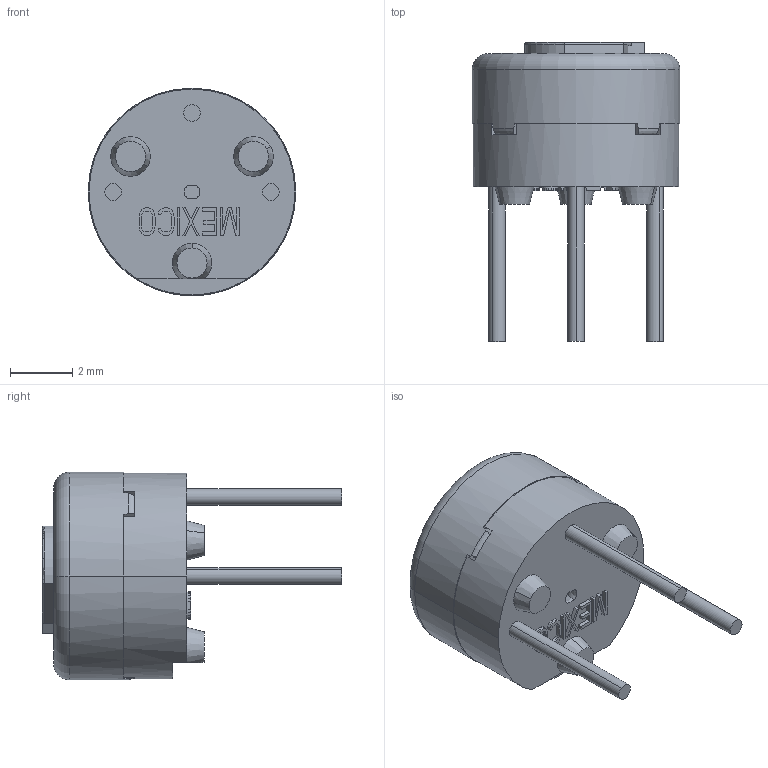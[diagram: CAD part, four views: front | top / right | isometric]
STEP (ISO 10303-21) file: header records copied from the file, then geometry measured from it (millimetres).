
FILE_DESCRIPTION((''),'2;1');
FILE_NAME('62M_SW0001','2013-03-20T',('BMozley'),(''),'PRO/ENGINEER BY PARAMETRIC TECHNOLOGY CORPORATION, 2012480','PRO/ENGINEER BY PARAMETRIC TECHNOLOGY CORPORATION, 2012480','');
FILE_SCHEMA(('CONFIG_CONTROL_DESIGN'));
Length unit declared in the file: inch
Products named in the file (1): 62M_SW0001
Bounding box: 6.68 x 9.63 x 6.68 mm (x, y, z)
Volume: 150.7 mm3; surface area: 231.3 mm2
Topology: 1 solids, 1 shells, 254 faces, 682 edges, 446 vertices
Faces by surface type: plane 188, cylinder 44, torus 9, bspline 7, cone 6
Entity records: 8231 total; most frequent: CARTESIAN_POINT 1828, ORIENTED_EDGE 1364, DIRECTION 1251, EDGE_CURVE 682, VECTOR 511, LINE 511, VERTEX_POINT 446, AXIS2_PLACEMENT_3D 370
